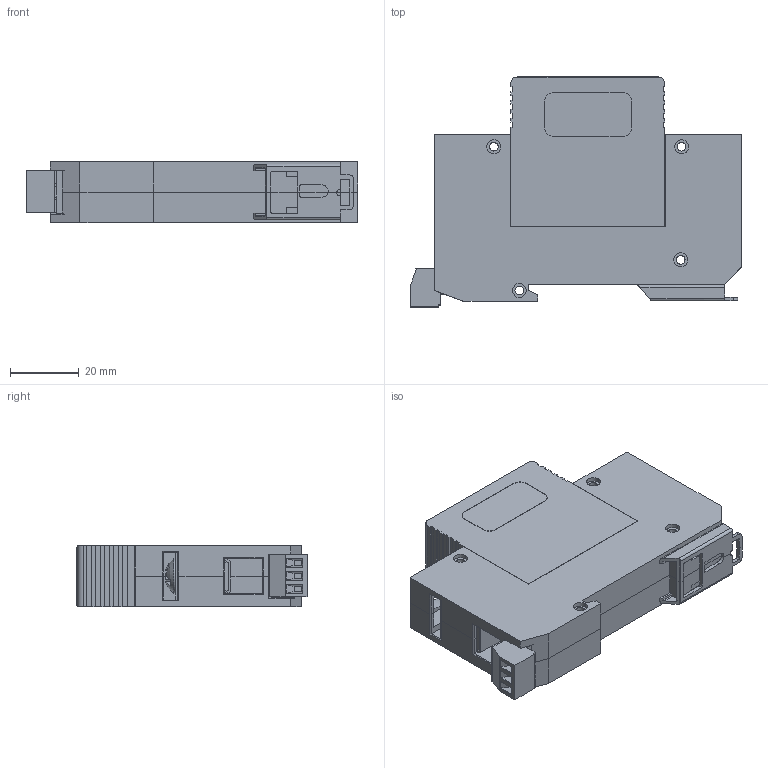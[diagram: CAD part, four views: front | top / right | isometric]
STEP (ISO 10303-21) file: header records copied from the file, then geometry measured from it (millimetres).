
FILE_DESCRIPTION (( 'STEP AP214' ), '1' );
FILE_NAME ('1104-11-002-E.STEP', '2019-01-25T20:15:23', ( '' ), ( '' ), 'SwSTEP 2.0', 'SolidWorks 2018', '' );
FILE_SCHEMA (( 'AUTOMOTIVE_DESIGN' ));
Length unit declared in the file: inch
Products named in the file (11): 2003-1052; 1102-014-38; 1102-014-38_connector; 1104-11-002-E; 1104-11-001_top; 1104-11-002-L
Assembly tree (5 placements, depth 2):
  1104-11-002-E
    1102-014-38
    1104-11-001_top
    1102-014-38_connector
    1104-11-002-L
    2003-1052
  1104-11-001_top
  1102-014-38
  1104-11-002-L
  1102-014-38_connector
Bounding box: 96.89 x 67.16 x 17.9 mm (x, y, z)
Volume: 75944.8 mm3; surface area: 37981.1 mm2
Topology: 30 solids, 30 shells, 1811 faces, 4821 edges, 3194 vertices
Faces by surface type: plane 1356, bspline 319, cylinder 122, torus 6, cone 6, sphere 2
Entity records: 90604 total; most frequent: CARTESIAN_POINT 29263, ORIENTED_EDGE 9634, DIRECTION 7427, EDGE_CURVE 4817, LINE 3827, VECTOR 3827, VERTEX_POINT 3192, EDGE_LOOP 1977
